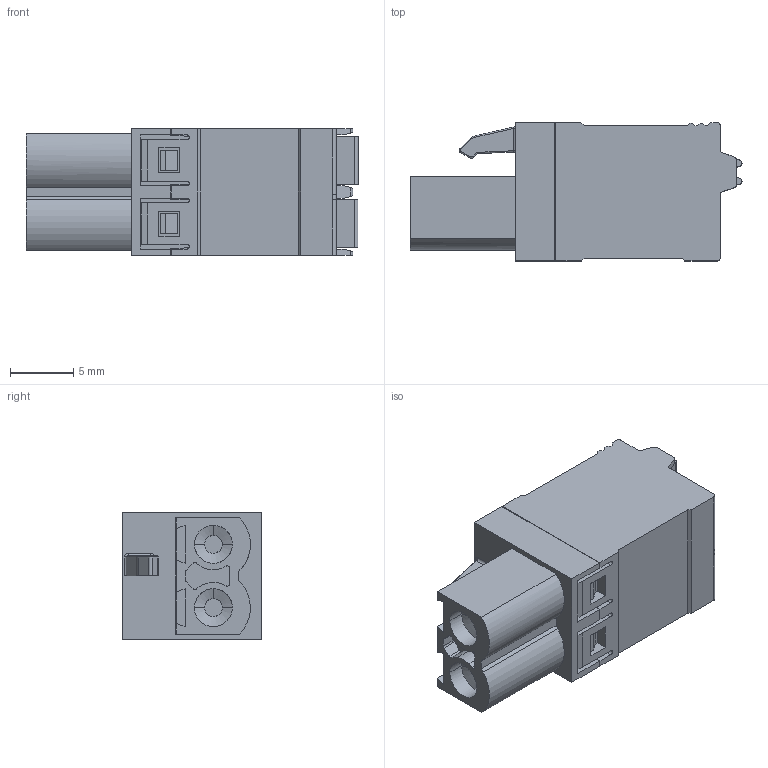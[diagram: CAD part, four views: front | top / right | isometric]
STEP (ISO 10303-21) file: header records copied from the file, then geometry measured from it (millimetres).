
FILE_DESCRIPTION( ('This file contains a STEP AP42 implementation' ,'as created by ZW3D STEP Interface translator.') ,'2;1' );
FILE_NAME( 'WJ2EDGKN-5.0-02P-00A.stp' ,'23 427. 836 9', (''), ('ZWCAD Software Co.'), 'Version 1.0', 'ZW3D to STEP translator', '' );
FILE_SCHEMA(('AUTOMOTIVE_DESIGN { 1 0 10303 214 1 1 1 1 }'));
Length unit declared in the file: millimetre
Products named in the file (2): 0; WJ2EDGKN-5.0-10P-140-00A
Bounding box: 26.2 x 10.9 x 10 mm (x, y, z)
Volume: 1941 mm3; surface area: 2011.9 mm2
Topology: 1 solids, 3 shells, 413 faces, 1127 edges, 729 vertices
Faces by surface type: plane 290, bspline 103, cylinder 14, cone 6
Entity records: 15050 total; most frequent: CARTESIAN_POINT 4510, ORIENTED_EDGE 2254, DIRECTION 1841, EDGE_CURVE 1127, VECTOR 895, LINE 895, VERTEX_POINT 729, AXIS2_PLACEMENT_3D 473
